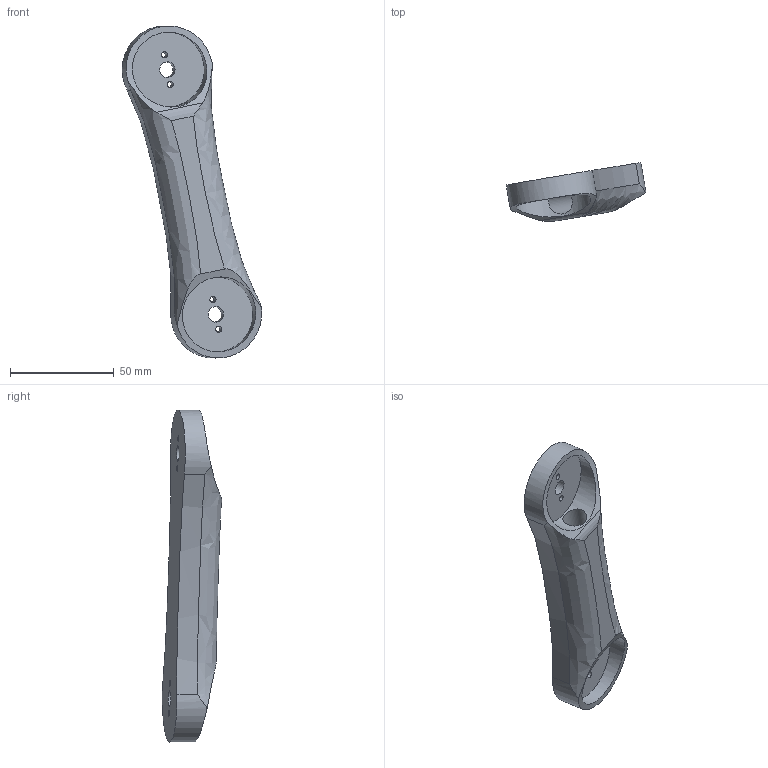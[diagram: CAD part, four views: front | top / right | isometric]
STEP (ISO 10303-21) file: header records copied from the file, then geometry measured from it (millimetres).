
FILE_DESCRIPTION(/* description */ ('STEP AP214'),/* implementation_level */ '2;1');
FILE_NAME(/* name */ '6772cfb329831b771dc8359d',/* time_stamp */ '2024-12-30T16:52:04Z',/* author */ (''),/* organization */ (''),/* preprocessor_version */ 'ST-DEVELOPER v20',/* originating_system */ 'ONSHAPE BY PTC INC, 1.191',/* authorisation */ ' ');
FILE_SCHEMA (('AUTOMOTIVE_DESIGN {1 0 10303 214 3 1 1}'));
Length unit declared in the file: metre
Products named in the file (1): Arm 01
Bounding box: 67.09 x 28.55 x 159.63 mm (x, y, z)
Volume: 63890.4 mm3; surface area: 21265.8 mm2
Topology: 1 solids, 1 shells, 22 faces, 62 edges, 44 vertices
Faces by surface type: cylinder 12, bspline 6, plane 4
Full cylindrical faces by diameter (mm): 3 x4, 7.5 x2, 11.5 x1, 36 x2
Entity records: 1558 total; most frequent: CARTESIAN_POINT 1033, ORIENTED_EDGE 98, DIRECTION 77, EDGE_CURVE 49, EDGE_LOOP 47, FACE_BOUND 47, VERTEX_POINT 40, AXIS2_PLACEMENT_3D 35
